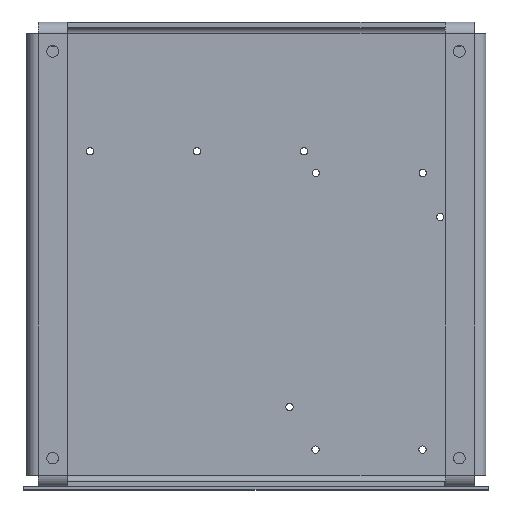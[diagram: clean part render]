
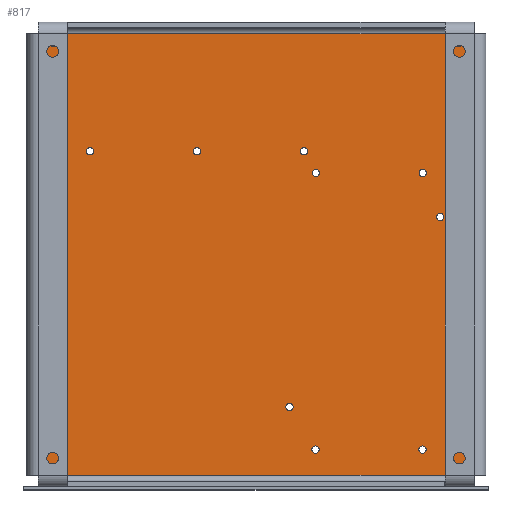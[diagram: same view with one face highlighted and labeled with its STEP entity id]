
A CAD part, top view. The second image highlights one B-rep face of the part: STEP entity #817.
In plain terms, the highlighted planar face has unit normal (0, 0, 1).
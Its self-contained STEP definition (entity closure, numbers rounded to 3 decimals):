
#41 = VERTEX_POINT('',#42);
#42 = CARTESIAN_POINT('',(-74.893,-75.896,-4.5));
#136 = VERTEX_POINT('',#137);
#137 = CARTESIAN_POINT('',(75.107,-75.896,-4.5));
#144 = EDGE_CURVE('',#136,#41,#145,.T.);
#145 = LINE('',#146,#147);
#146 = CARTESIAN_POINT('',(75.107,-75.896,-4.5));
#147 = VECTOR('',#148,1.);
#148 = DIRECTION('',(-1.,0.,0.));
#817 = ADVANCED_FACE('',(#818,#843,#854,#865,#876,#887,#898,#909,#920,
    #931,#942,#953,#964,#975),#986,.T.);
#818 = FACE_BOUND('',#819,.T.);
#819 = EDGE_LOOP('',(#820,#830,#836,#837));
#820 = ORIENTED_EDGE('',*,*,#821,.F.);
#821 = EDGE_CURVE('',#822,#824,#826,.T.);
#822 = VERTEX_POINT('',#823);
#823 = CARTESIAN_POINT('',(-74.893,76.104,-4.5));
#824 = VERTEX_POINT('',#825);
#825 = CARTESIAN_POINT('',(75.107,76.104,-4.5));
#826 = LINE('',#827,#828);
#827 = CARTESIAN_POINT('',(-74.893,76.104,-4.5));
#828 = VECTOR('',#829,1.);
#829 = DIRECTION('',(1.,0.,0.));
#830 = ORIENTED_EDGE('',*,*,#831,.F.);
#831 = EDGE_CURVE('',#41,#822,#832,.T.);
#832 = LINE('',#833,#834);
#833 = CARTESIAN_POINT('',(-74.893,-75.896,-4.5));
#834 = VECTOR('',#835,1.);
#835 = DIRECTION('',(0.,1.,0.));
#836 = ORIENTED_EDGE('',*,*,#144,.F.);
#837 = ORIENTED_EDGE('',*,*,#838,.F.);
#838 = EDGE_CURVE('',#824,#136,#839,.T.);
#839 = LINE('',#840,#841);
#840 = CARTESIAN_POINT('',(75.107,76.104,-4.5));
#841 = VECTOR('',#842,1.);
#842 = DIRECTION('',(0.,-1.,0.));
#843 = FACE_BOUND('',#844,.T.);
#844 = EDGE_LOOP('',(#845));
#845 = ORIENTED_EDGE('',*,*,#846,.F.);
#846 = EDGE_CURVE('',#847,#847,#849,.T.);
#847 = VERTEX_POINT('',#848);
#848 = CARTESIAN_POINT('',(-67.85,-73.8,-4.5));
#849 = CIRCLE('',#850,2.);
#850 = AXIS2_PLACEMENT_3D('',#851,#852,#853);
#851 = CARTESIAN_POINT('',(-69.85,-73.8,-4.5));
#852 = DIRECTION('',(0.,0.,1.));
#853 = DIRECTION('',(1.,0.,0.));
#854 = FACE_BOUND('',#855,.T.);
#855 = EDGE_LOOP('',(#856));
#856 = ORIENTED_EDGE('',*,*,#857,.F.);
#857 = EDGE_CURVE('',#858,#858,#860,.T.);
#858 = VERTEX_POINT('',#859);
#859 = CARTESIAN_POINT('',(21.75,-67.,-4.5));
#860 = CIRCLE('',#861,1.25);
#861 = AXIS2_PLACEMENT_3D('',#862,#863,#864);
#862 = CARTESIAN_POINT('',(20.5,-67.,-4.5));
#863 = DIRECTION('',(0.,0.,1.));
#864 = DIRECTION('',(1.,0.,0.));
#865 = FACE_BOUND('',#866,.T.);
#866 = EDGE_LOOP('',(#867));
#867 = ORIENTED_EDGE('',*,*,#868,.F.);
#868 = EDGE_CURVE('',#869,#869,#871,.T.);
#869 = VERTEX_POINT('',#870);
#870 = CARTESIAN_POINT('',(12.8,-52.35,-4.5));
#871 = CIRCLE('',#872,1.25);
#872 = AXIS2_PLACEMENT_3D('',#873,#874,#875);
#873 = CARTESIAN_POINT('',(11.55,-52.35,-4.5));
#874 = DIRECTION('',(0.,0.,1.));
#875 = DIRECTION('',(1.,0.,0.));
#876 = FACE_BOUND('',#877,.T.);
#877 = EDGE_LOOP('',(#878));
#878 = ORIENTED_EDGE('',*,*,#879,.F.);
#879 = EDGE_CURVE('',#880,#880,#882,.T.);
#880 = VERTEX_POINT('',#881);
#881 = CARTESIAN_POINT('',(58.55,-67.,-4.5));
#882 = CIRCLE('',#883,1.25);
#883 = AXIS2_PLACEMENT_3D('',#884,#885,#886);
#884 = CARTESIAN_POINT('',(57.3,-67.,-4.5));
#885 = DIRECTION('',(0.,0.,1.));
#886 = DIRECTION('',(1.,0.,0.));
#887 = FACE_BOUND('',#888,.T.);
#888 = EDGE_LOOP('',(#889));
#889 = ORIENTED_EDGE('',*,*,#890,.F.);
#890 = EDGE_CURVE('',#891,#891,#893,.T.);
#891 = VERTEX_POINT('',#892);
#892 = CARTESIAN_POINT('',(71.85,-73.8,-4.5));
#893 = CIRCLE('',#894,2.);
#894 = AXIS2_PLACEMENT_3D('',#895,#896,#897);
#895 = CARTESIAN_POINT('',(69.85,-73.8,-4.5));
#896 = DIRECTION('',(0.,0.,1.));
#897 = DIRECTION('',(1.,0.,0.));
#898 = FACE_BOUND('',#899,.T.);
#899 = EDGE_LOOP('',(#900));
#900 = ORIENTED_EDGE('',*,*,#901,.F.);
#901 = EDGE_CURVE('',#902,#902,#904,.T.);
#902 = VERTEX_POINT('',#903);
#903 = CARTESIAN_POINT('',(-55.9,35.7,-4.5));
#904 = CIRCLE('',#905,1.25);
#905 = AXIS2_PLACEMENT_3D('',#906,#907,#908);
#906 = CARTESIAN_POINT('',(-57.15,35.7,-4.5));
#907 = DIRECTION('',(0.,0.,1.));
#908 = DIRECTION('',(1.,0.,0.));
#909 = FACE_BOUND('',#910,.T.);
#910 = EDGE_LOOP('',(#911));
#911 = ORIENTED_EDGE('',*,*,#912,.F.);
#912 = EDGE_CURVE('',#913,#913,#915,.T.);
#913 = VERTEX_POINT('',#914);
#914 = CARTESIAN_POINT('',(-19.05,35.7,-4.5));
#915 = CIRCLE('',#916,1.25);
#916 = AXIS2_PLACEMENT_3D('',#917,#918,#919);
#917 = CARTESIAN_POINT('',(-20.3,35.7,-4.5));
#918 = DIRECTION('',(0.,0.,1.));
#919 = DIRECTION('',(1.,0.,0.));
#920 = FACE_BOUND('',#921,.T.);
#921 = EDGE_LOOP('',(#922));
#922 = ORIENTED_EDGE('',*,*,#923,.F.);
#923 = EDGE_CURVE('',#924,#924,#926,.T.);
#924 = VERTEX_POINT('',#925);
#925 = CARTESIAN_POINT('',(-67.85,73.8,-4.5));
#926 = CIRCLE('',#927,2.);
#927 = AXIS2_PLACEMENT_3D('',#928,#929,#930);
#928 = CARTESIAN_POINT('',(-69.85,73.8,-4.5));
#929 = DIRECTION('',(0.,0.,1.));
#930 = DIRECTION('',(1.,0.,0.));
#931 = FACE_BOUND('',#932,.T.);
#932 = EDGE_LOOP('',(#933));
#933 = ORIENTED_EDGE('',*,*,#934,.F.);
#934 = EDGE_CURVE('',#935,#935,#937,.T.);
#935 = VERTEX_POINT('',#936);
#936 = CARTESIAN_POINT('',(17.75,35.7,-4.5));
#937 = CIRCLE('',#938,1.25);
#938 = AXIS2_PLACEMENT_3D('',#939,#940,#941);
#939 = CARTESIAN_POINT('',(16.5,35.7,-4.5));
#940 = DIRECTION('',(0.,0.,1.));
#941 = DIRECTION('',(1.,0.,0.));
#942 = FACE_BOUND('',#943,.T.);
#943 = EDGE_LOOP('',(#944));
#944 = ORIENTED_EDGE('',*,*,#945,.F.);
#945 = EDGE_CURVE('',#946,#946,#948,.T.);
#946 = VERTEX_POINT('',#947);
#947 = CARTESIAN_POINT('',(21.85,28.2,-4.5));
#948 = CIRCLE('',#949,1.25);
#949 = AXIS2_PLACEMENT_3D('',#950,#951,#952);
#950 = CARTESIAN_POINT('',(20.6,28.2,-4.5));
#951 = DIRECTION('',(0.,0.,1.));
#952 = DIRECTION('',(1.,0.,0.));
#953 = FACE_BOUND('',#954,.T.);
#954 = EDGE_LOOP('',(#955));
#955 = ORIENTED_EDGE('',*,*,#956,.F.);
#956 = EDGE_CURVE('',#957,#957,#959,.T.);
#957 = VERTEX_POINT('',#958);
#958 = CARTESIAN_POINT('',(64.65,13.1,-4.5));
#959 = CIRCLE('',#960,1.25);
#960 = AXIS2_PLACEMENT_3D('',#961,#962,#963);
#961 = CARTESIAN_POINT('',(63.4,13.1,-4.5));
#962 = DIRECTION('',(0.,0.,1.));
#963 = DIRECTION('',(1.,0.,0.));
#964 = FACE_BOUND('',#965,.T.);
#965 = EDGE_LOOP('',(#966));
#966 = ORIENTED_EDGE('',*,*,#967,.F.);
#967 = EDGE_CURVE('',#968,#968,#970,.T.);
#968 = VERTEX_POINT('',#969);
#969 = CARTESIAN_POINT('',(58.65,28.2,-4.5));
#970 = CIRCLE('',#971,1.25);
#971 = AXIS2_PLACEMENT_3D('',#972,#973,#974);
#972 = CARTESIAN_POINT('',(57.4,28.2,-4.5));
#973 = DIRECTION('',(0.,0.,1.));
#974 = DIRECTION('',(1.,0.,0.));
#975 = FACE_BOUND('',#976,.T.);
#976 = EDGE_LOOP('',(#977));
#977 = ORIENTED_EDGE('',*,*,#978,.F.);
#978 = EDGE_CURVE('',#979,#979,#981,.T.);
#979 = VERTEX_POINT('',#980);
#980 = CARTESIAN_POINT('',(71.85,73.8,-4.5));
#981 = CIRCLE('',#982,2.);
#982 = AXIS2_PLACEMENT_3D('',#983,#984,#985);
#983 = CARTESIAN_POINT('',(69.85,73.8,-4.5));
#984 = DIRECTION('',(0.,0.,1.));
#985 = DIRECTION('',(1.,0.,0.));
#986 = PLANE('',#987);
#987 = AXIS2_PLACEMENT_3D('',#988,#989,#990);
#988 = CARTESIAN_POINT('',(0.107,0.104,-4.5));
#989 = DIRECTION('',(0.,0.,1.));
#990 = DIRECTION('',(1.,0.,0.));
